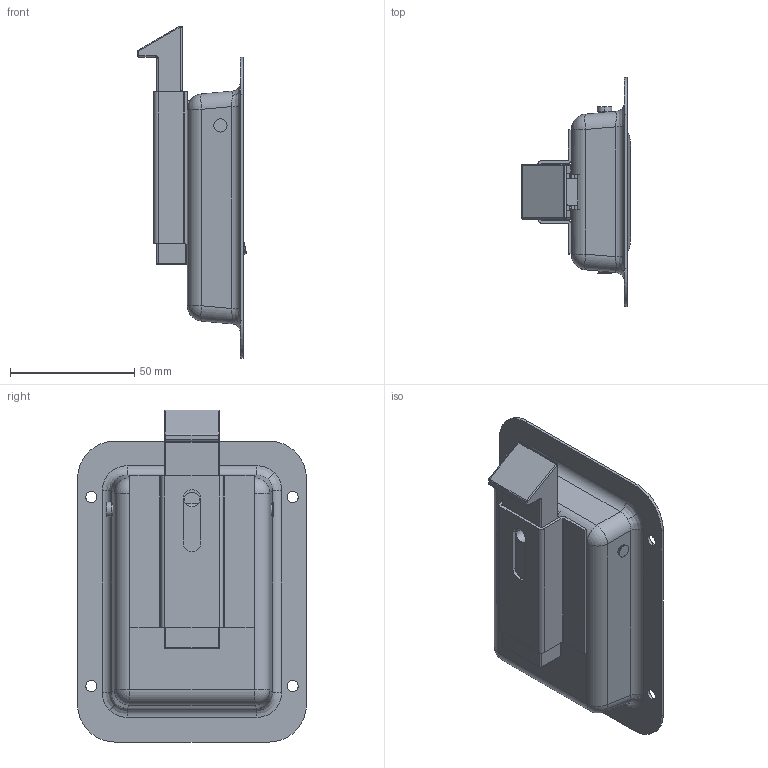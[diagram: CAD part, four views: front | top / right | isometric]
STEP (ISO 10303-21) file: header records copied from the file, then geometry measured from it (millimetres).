
FILE_DESCRIPTION (( 'STEP AP203' ), '1' );
FILE_NAME ('sone3D.STEP', '2017-10-12T02:42:22', ( '' ), ( '' ), 'SwSTEP 2.0', 'SolidWorks 2014', '' );
FILE_SCHEMA (( 'CONFIG_CONTROL_DESIGN' ));
Length unit declared in the file: millimetre
Products named in the file (6): A-1880N-2_ハウジング_A-1880N-2-2; A-1880N-2儗僶乕__A-1880N-2-2; A-1880N-2儗僶乕幉_; A-1880N-2ラッチ_; sone3D; A-1880N-2儔僢僠僈僀僪_
Assembly tree (5 placements, depth 2):
  sone3D
    A-1880N-2_ハウジング_A-1880N-2-2
    A-1880N-2儗僶乕__A-1880N-2-2
    A-1880N-2ラッチ_
    A-1880N-2儔僢僠僈僀僪_
    A-1880N-2儗僶乕幉_
Bounding box: 43.9 x 92 x 133.5 mm (x, y, z)
Volume: 60224.6 mm3; surface area: 61082.3 mm2
Topology: 5 solids, 5 shells, 231 faces, 582 edges, 342 vertices
Faces by surface type: cylinder 113, plane 79, sphere 23, bspline 12, torus 2, cone 2
Entity records: 7587 total; most frequent: CARTESIAN_POINT 1551, DIRECTION 1163, ORIENTED_EDGE 1124, EDGE_CURVE 562, AXIS2_PLACEMENT_3D 426, VERTEX_POINT 342, VECTOR 311, LINE 311
